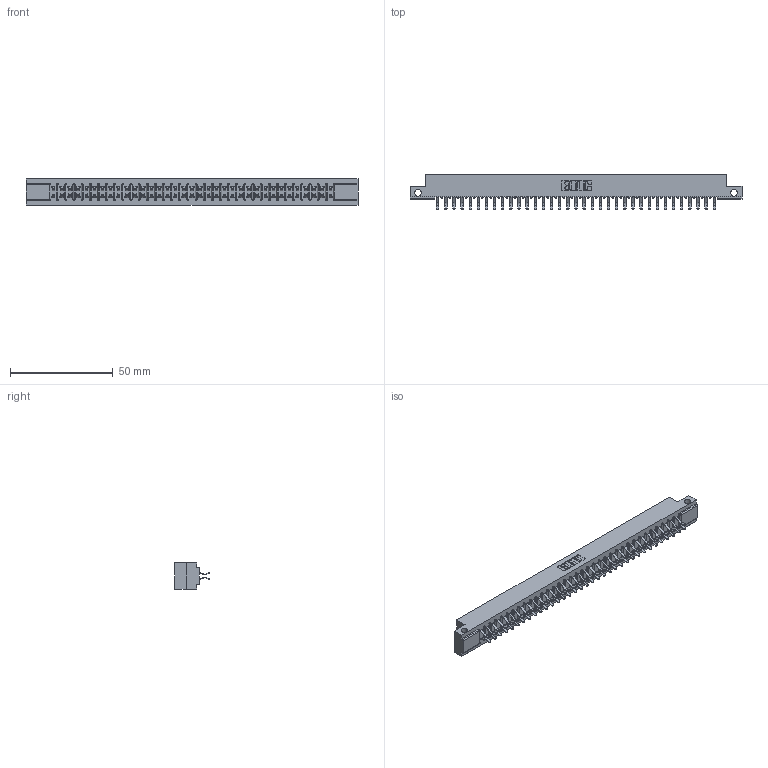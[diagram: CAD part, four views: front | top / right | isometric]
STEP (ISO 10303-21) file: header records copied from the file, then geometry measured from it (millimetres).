
FILE_DESCRIPTION (( 'STEP AP203' ), '1' );
FILE_NAME ('357-070-556-212.STEP', '2018-08-12T19:05:45', ( '' ), ( '' ), 'SwSTEP 2.0', 'SolidWorks 2016', '' );
FILE_SCHEMA (( 'CONFIG_CONTROL_DESIGN' ));
Length unit declared in the file: inch
Products named in the file (3): 357-070-556-212; 307 Part_.128 Dia Side Mounting Holes; 307-290-001_556
Assembly tree (71 placements, depth 2):
  357-070-556-212
    307 Part_.128 Dia Side Mounting Holes
    307-290-001_556  x70
Bounding box: 161.7 x 16.97 x 12.7 mm (x, y, z)
Volume: 16990.1 mm3; surface area: 20448.2 mm2
Topology: 71 solids, 71 shells, 3654 faces, 10263 edges, 6650 vertices
Faces by surface type: plane 2380, cylinder 1202, sphere 72
Entity records: 32094 total; most frequent: CARTESIAN_POINT 5251, ORIENTED_EDGE 5202, DIRECTION 5147, EDGE_CURVE 2601, VECTOR 1991, LINE 1991, VERTEX_POINT 1682, AXIS2_PLACEMENT_3D 1578
